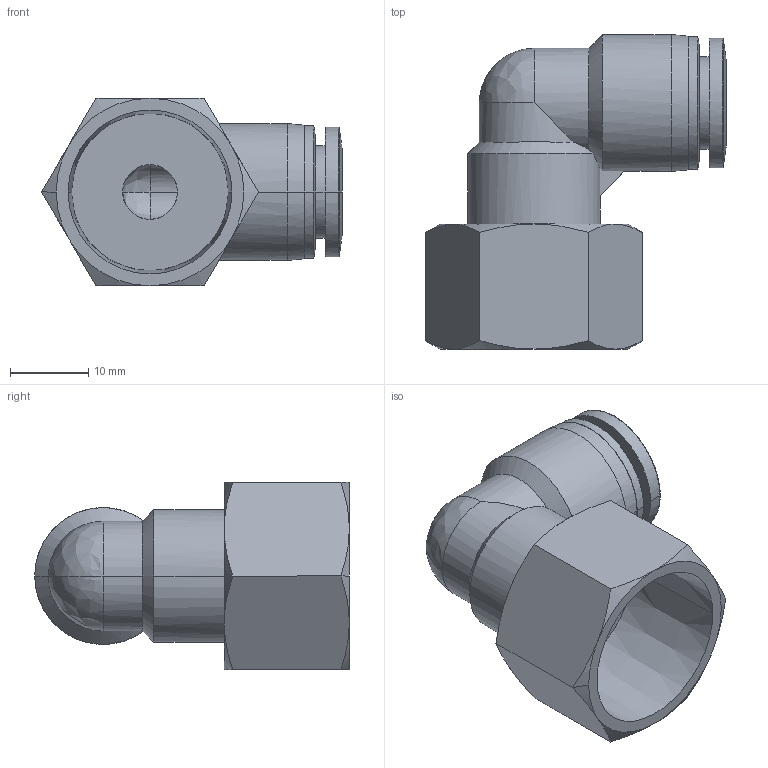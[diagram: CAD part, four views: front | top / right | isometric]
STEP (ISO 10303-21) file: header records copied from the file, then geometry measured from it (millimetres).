
FILE_DESCRIPTION (( 'STEP AP214' ), '1' );
FILE_NAME ('FE10M-12R.step', '2016-02-24T20:32:52', ( '' ), ( '' ), 'SwSTEP 2.0', 'SolidWorks 2015', '' );
FILE_SCHEMA (( 'AUTOMOTIVE_DESIGN' ));
Length unit declared in the file: inch
Products named in the file (1): FE10M-12R
Bounding box: 38.46 x 40.25 x 24 mm (x, y, z)
Volume: 8748.8 mm3; surface area: 6388.5 mm2
Topology: 1 solids, 1 shells, 70 faces, 163 edges, 97 vertices
Faces by surface type: cone 25, cylinder 20, plane 17, bspline 6, torus 2
Entity records: 4349 total; most frequent: CARTESIAN_POINT 1955, ORIENTED_EDGE 318, DIRECTION 265, EDGE_CURVE 159, AXIS2_PLACEMENT_3D 112, VERTEX_POINT 97, EDGE_LOOP 78, DIMENSIONAL_EXPONENTS 73
